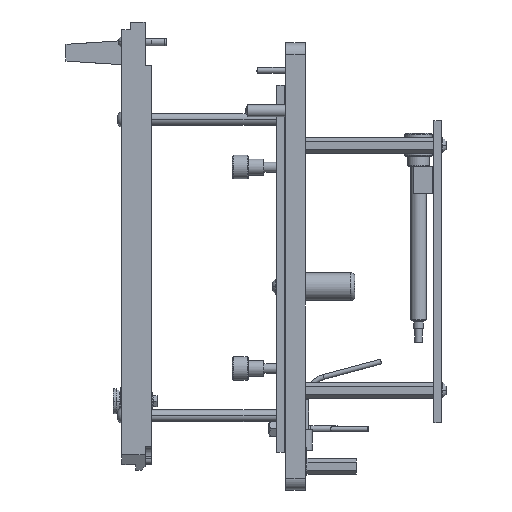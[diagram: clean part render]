
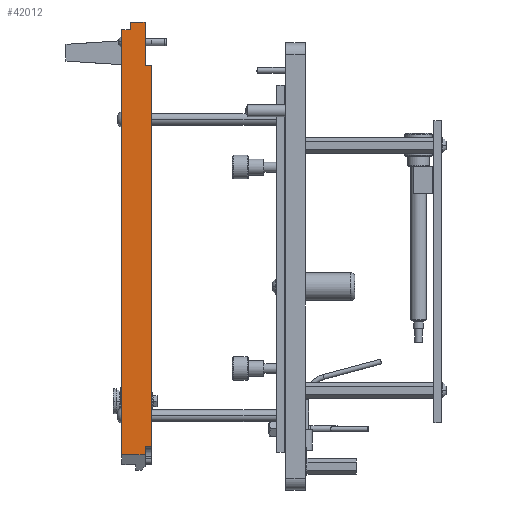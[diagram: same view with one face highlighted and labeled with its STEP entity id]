
A CAD part, left-side view. The second image highlights one B-rep face of the part: STEP entity #42012.
In plain terms, the highlighted face is planar.
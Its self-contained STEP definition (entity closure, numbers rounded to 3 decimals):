
#1688 = DIRECTION ( 'NONE',  ( 0., 0., -1. ) ) ;
#2005 = EDGE_CURVE ( 'NONE', #38566, #45554, #49044, .T. ) ;
#2614 = ORIENTED_EDGE ( 'NONE', *, *, #32181, .T. ) ;
#3653 = CARTESIAN_POINT ( 'NONE',  ( 105., 7.5, 105.55 ) ) ;
#5376 = VERTEX_POINT ( 'NONE', #11300 ) ;
#7220 = VERTEX_POINT ( 'NONE', #24867 ) ;
#7500 = CARTESIAN_POINT ( 'NONE',  ( 105., -7.5, 31.55 ) ) ;
#7585 = DIRECTION ( 'NONE',  ( 0., -1., 0. ) ) ;
#7798 = ORIENTED_EDGE ( 'NONE', *, *, #10887, .T. ) ;
#8283 = DIRECTION ( 'NONE',  ( 0., -1., 0. ) ) ;
#9378 = ORIENTED_EDGE ( 'NONE', *, *, #32935, .F. ) ;
#9455 = CARTESIAN_POINT ( 'NONE',  ( 105., 7.5, 105.55 ) ) ;
#9581 = EDGE_CURVE ( 'NONE', #38566, #47925, #53774, .T. ) ;
#10887 = EDGE_CURVE ( 'NONE', #5376, #41232, #38358, .T. ) ;
#11264 = VECTOR ( 'NONE', #61675, 1000. ) ;
#11300 = CARTESIAN_POINT ( 'NONE',  ( 105., -4.3, -113.55 ) ) ;
#13574 = VECTOR ( 'NONE', #1688, 1000. ) ;
#15572 = CARTESIAN_POINT ( 'NONE',  ( 105., -4.3, 105.55 ) ) ;
#16060 = DIRECTION ( 'NONE',  ( 0., -1., 0. ) ) ;
#16078 = CARTESIAN_POINT ( 'NONE',  ( 105., -4.3, 101.55 ) ) ;
#16706 = ORIENTED_EDGE ( 'NONE', *, *, #40383, .T. ) ;
#17057 = ORIENTED_EDGE ( 'NONE', *, *, #32813, .F. ) ;
#18837 = CARTESIAN_POINT ( 'NONE',  ( 105., 7.5, 113.55 ) ) ;
#20641 = LINE ( 'NONE', #9455, #53752 ) ;
#21869 = LINE ( 'NONE', #16078, #61754 ) ;
#22173 = EDGE_CURVE ( 'NONE', #47925, #41232, #40976, .T. ) ;
#22584 = CARTESIAN_POINT ( 'NONE',  ( 105., -7.5, -91.55 ) ) ;
#23733 = VERTEX_POINT ( 'NONE', #42569 ) ;
#24292 = PLANE ( 'NONE',  #31622 ) ;
#24867 = CARTESIAN_POINT ( 'NONE',  ( 105., -7.4, 31.55 ) ) ;
#25182 = ORIENTED_EDGE ( 'NONE', *, *, #63410, .T. ) ;
#25414 = CARTESIAN_POINT ( 'NONE',  ( 105., -4.3, 101.55 ) ) ;
#26962 = LINE ( 'NONE', #60027, #48148 ) ;
#28969 = CARTESIAN_POINT ( 'NONE',  ( 105., 3.2, -113.55 ) ) ;
#29045 = DIRECTION ( 'NONE',  ( -1., 0., 0. ) ) ;
#29310 = CARTESIAN_POINT ( 'NONE',  ( 105., -7.5, 113.55 ) ) ;
#29579 = DIRECTION ( 'NONE',  ( 0., 0., 1. ) ) ;
#29741 = DIRECTION ( 'NONE',  ( 0., 0., 1. ) ) ;
#30208 = VERTEX_POINT ( 'NONE', #25414 ) ;
#30458 = DIRECTION ( 'NONE',  ( 0., 0., 1. ) ) ;
#31622 = AXIS2_PLACEMENT_3D ( 'NONE', #67969, #29045, #29741 ) ;
#32181 = EDGE_CURVE ( 'NONE', #7220, #33547, #26962, .T. ) ;
#32813 = EDGE_CURVE ( 'NONE', #49070, #65385, #40419, .T. ) ;
#32935 = EDGE_CURVE ( 'NONE', #5376, #49070, #65071, .T. ) ;
#33244 = FACE_OUTER_BOUND ( 'NONE', #33721, .T. ) ;
#33547 = VERTEX_POINT ( 'NONE', #7500 ) ;
#33721 = EDGE_LOOP ( 'NONE', ( #52810, #2614, #25182, #17057, #9378, #7798, #61424, #64156, #65983, #16706, #35553, #34421 ) ) ;
#34421 = ORIENTED_EDGE ( 'NONE', *, *, #70207, .T. ) ;
#34868 = DIRECTION ( 'NONE',  ( 0., 0., 1. ) ) ;
#35553 = ORIENTED_EDGE ( 'NONE', *, *, #63912, .F. ) ;
#38358 = LINE ( 'NONE', #52556, #52751 ) ;
#38566 = VERTEX_POINT ( 'NONE', #50144 ) ;
#40185 = CARTESIAN_POINT ( 'NONE',  ( 105., -7.5, -91.55 ) ) ;
#40383 = EDGE_CURVE ( 'NONE', #45554, #49263, #20641, .T. ) ;
#40419 = LINE ( 'NONE', #40185, #69339 ) ;
#40976 = LINE ( 'NONE', #28969, #11264 ) ;
#41232 = VERTEX_POINT ( 'NONE', #55214 ) ;
#41839 = VECTOR ( 'NONE', #16060, 1000. ) ;
#42012 = ADVANCED_FACE ( 'NONE', ( #33244 ), #24292, .F. ) ;
#42062 = CARTESIAN_POINT ( 'NONE',  ( 105., 3.2, -109.55 ) ) ;
#42569 = CARTESIAN_POINT ( 'NONE',  ( 105., -7.4, 101.55 ) ) ;
#42766 = EDGE_CURVE ( 'NONE', #7220, #23733, #68726, .T. ) ;
#42933 = CARTESIAN_POINT ( 'NONE',  ( 105., 7.5, -109.55 ) ) ;
#42993 = CARTESIAN_POINT ( 'NONE',  ( 105., -4.3, 113.55 ) ) ;
#45554 = VERTEX_POINT ( 'NONE', #3653 ) ;
#46621 = VECTOR ( 'NONE', #34868, 1000. ) ;
#47206 = VECTOR ( 'NONE', #30458, 1000. ) ;
#47925 = VERTEX_POINT ( 'NONE', #42062 ) ;
#48148 = VECTOR ( 'NONE', #54570, 1000. ) ;
#49044 = LINE ( 'NONE', #18837, #50720 ) ;
#49070 = VERTEX_POINT ( 'NONE', #64281 ) ;
#49263 = VERTEX_POINT ( 'NONE', #15572 ) ;
#49935 = VECTOR ( 'NONE', #53665, 1000. ) ;
#50144 = CARTESIAN_POINT ( 'NONE',  ( 105., 7.5, -109.55 ) ) ;
#50720 = VECTOR ( 'NONE', #29579, 1000. ) ;
#52556 = CARTESIAN_POINT ( 'NONE',  ( 105., -7.5, -113.55 ) ) ;
#52751 = VECTOR ( 'NONE', #69003, 1000. ) ;
#52810 = ORIENTED_EDGE ( 'NONE', *, *, #42766, .F. ) ;
#53665 = DIRECTION ( 'NONE',  ( 0., 0., 1. ) ) ;
#53752 = VECTOR ( 'NONE', #8283, 1000. ) ;
#53774 = LINE ( 'NONE', #42933, #41839 ) ;
#54570 = DIRECTION ( 'NONE',  ( 0., -1., 0. ) ) ;
#55039 = LINE ( 'NONE', #42993, #49935 ) ;
#55214 = CARTESIAN_POINT ( 'NONE',  ( 105., 3.2, -113.55 ) ) ;
#56439 = CARTESIAN_POINT ( 'NONE',  ( 105., -7.4, 113.55 ) ) ;
#56935 = LINE ( 'NONE', #29310, #13574 ) ;
#59794 = DIRECTION ( 'NONE',  ( 0., -1., 0. ) ) ;
#60027 = CARTESIAN_POINT ( 'NONE',  ( 105., -7.4, 31.55 ) ) ;
#61293 = CARTESIAN_POINT ( 'NONE',  ( 105., -4.3, -113.55 ) ) ;
#61424 = ORIENTED_EDGE ( 'NONE', *, *, #22173, .F. ) ;
#61675 = DIRECTION ( 'NONE',  ( 0., 0., -1. ) ) ;
#61754 = VECTOR ( 'NONE', #59794, 1000. ) ;
#63410 = EDGE_CURVE ( 'NONE', #33547, #65385, #56935, .T. ) ;
#63912 = EDGE_CURVE ( 'NONE', #30208, #49263, #55039, .T. ) ;
#64156 = ORIENTED_EDGE ( 'NONE', *, *, #9581, .F. ) ;
#64281 = CARTESIAN_POINT ( 'NONE',  ( 105., -4.3, -91.55 ) ) ;
#65071 = LINE ( 'NONE', #61293, #47206 ) ;
#65385 = VERTEX_POINT ( 'NONE', #22584 ) ;
#65983 = ORIENTED_EDGE ( 'NONE', *, *, #2005, .T. ) ;
#67969 = CARTESIAN_POINT ( 'NONE',  ( 105., 7.5, 113.55 ) ) ;
#68726 = LINE ( 'NONE', #56439, #46621 ) ;
#69003 = DIRECTION ( 'NONE',  ( 0., 1., 0. ) ) ;
#69339 = VECTOR ( 'NONE', #7585, 1000. ) ;
#70207 = EDGE_CURVE ( 'NONE', #30208, #23733, #21869, .T. ) ;
